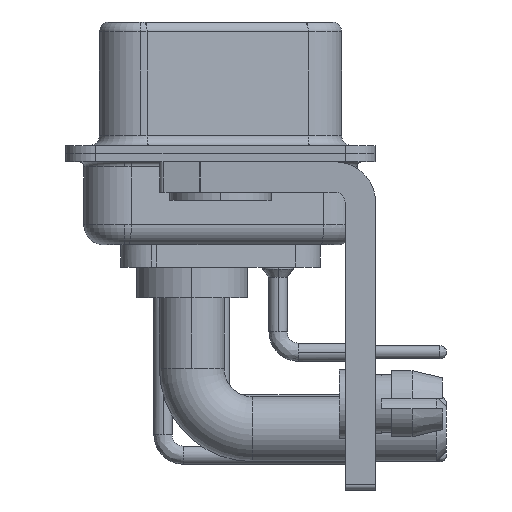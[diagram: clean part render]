
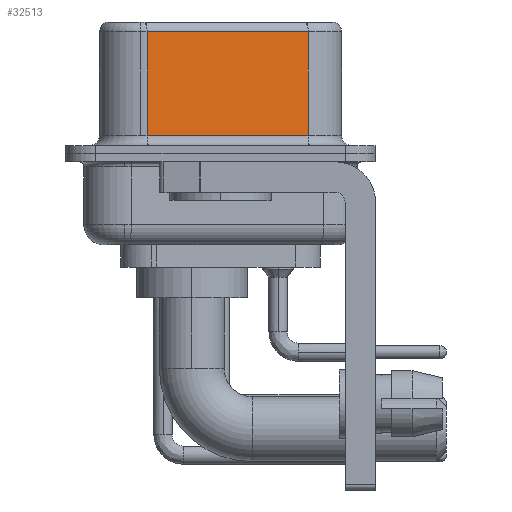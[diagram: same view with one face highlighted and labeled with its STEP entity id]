
A CAD part, left-side view. The second image highlights one B-rep face of the part: STEP entity #32513.
In plain terms, the highlighted planar face has unit normal (-0.985, -0.174, 0).
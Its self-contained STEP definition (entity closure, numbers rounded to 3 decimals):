
#2470 = DIRECTION ( 'NONE',  ( 0., 0., -1. ) ) ;
#5826 = CARTESIAN_POINT ( 'NONE',  ( 5.132, -4.322, 6.02 ) ) ;
#6336 = VECTOR ( 'NONE', #17325, 1000. ) ;
#7774 = PLANE ( 'NONE',  #30281 ) ;
#8595 = LINE ( 'NONE', #28055, #21574 ) ;
#8878 = EDGE_CURVE ( 'NONE', #27891, #31013, #29773, .T. ) ;
#9978 = VECTOR ( 'NONE', #16549, 1000. ) ;
#10399 = ORIENTED_EDGE ( 'NONE', *, *, #8878, .F. ) ;
#10910 = DIRECTION ( 'NONE',  ( 0.985, 0.174, 0. ) ) ;
#11237 = ORIENTED_EDGE ( 'NONE', *, *, #16939, .T. ) ;
#11498 = CARTESIAN_POINT ( 'NONE',  ( 3.73, 3.628, 6.02 ) ) ;
#13139 = DIRECTION ( 'NONE',  ( -0.174, 0.985, 0. ) ) ;
#13325 = ORIENTED_EDGE ( 'NONE', *, *, #26238, .T. ) ;
#15702 = VERTEX_POINT ( 'NONE', #11498 ) ;
#16247 = EDGE_LOOP ( 'NONE', ( #10399, #21818, #11237, #13325 ) ) ;
#16549 = DIRECTION ( 'NONE',  ( 0.174, -0.985, 0. ) ) ;
#16939 = EDGE_CURVE ( 'NONE', #15702, #31031, #8595, .T. ) ;
#17325 = DIRECTION ( 'NONE',  ( -0.174, 0.985, 0. ) ) ;
#18898 = FACE_OUTER_BOUND ( 'NONE', #16247, .T. ) ;
#21389 = LINE ( 'NONE', #21936, #9978 ) ;
#21574 = VECTOR ( 'NONE', #2470, 1000. ) ;
#21818 = ORIENTED_EDGE ( 'NONE', *, *, #24777, .T. ) ;
#21936 = CARTESIAN_POINT ( 'NONE',  ( 5.132, -4.322, 0.9 ) ) ;
#24777 = EDGE_CURVE ( 'NONE', #27891, #15702, #25849, .T. ) ;
#25849 = LINE ( 'NONE', #5826, #6336 ) ;
#25965 = CARTESIAN_POINT ( 'NONE',  ( 3.73, 3.628, 0.9 ) ) ;
#26238 = EDGE_CURVE ( 'NONE', #31031, #31013, #21389, .T. ) ;
#27891 = VERTEX_POINT ( 'NONE', #34496 ) ;
#28055 = CARTESIAN_POINT ( 'NONE',  ( 3.73, 3.628, 6.52 ) ) ;
#28574 = CARTESIAN_POINT ( 'NONE',  ( 5.132, -4.322, 0.9 ) ) ;
#29773 = LINE ( 'NONE', #36034, #34254 ) ;
#30021 = CARTESIAN_POINT ( 'NONE',  ( 5.132, -4.322, 6.52 ) ) ;
#30281 = AXIS2_PLACEMENT_3D ( 'NONE', #30021, #10910, #13139 ) ;
#31013 = VERTEX_POINT ( 'NONE', #28574 ) ;
#31031 = VERTEX_POINT ( 'NONE', #25965 ) ;
#32513 = ADVANCED_FACE ( 'NONE', ( #18898 ), #7774, .F. ) ;
#32908 = DIRECTION ( 'NONE',  ( 0., 0., -1. ) ) ;
#34254 = VECTOR ( 'NONE', #32908, 1000. ) ;
#34496 = CARTESIAN_POINT ( 'NONE',  ( 5.132, -4.322, 6.02 ) ) ;
#36034 = CARTESIAN_POINT ( 'NONE',  ( 5.132, -4.322, 6.52 ) ) ;
